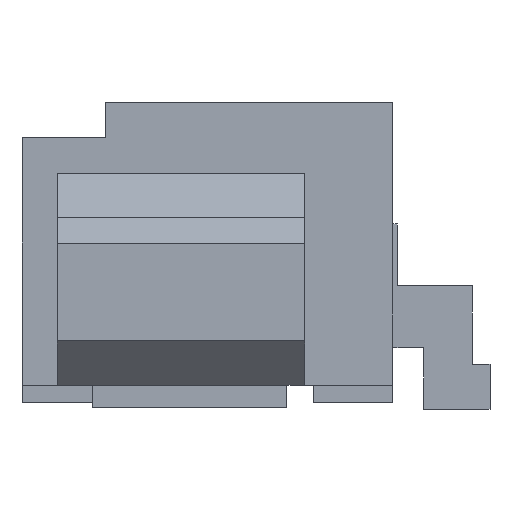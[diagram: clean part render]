
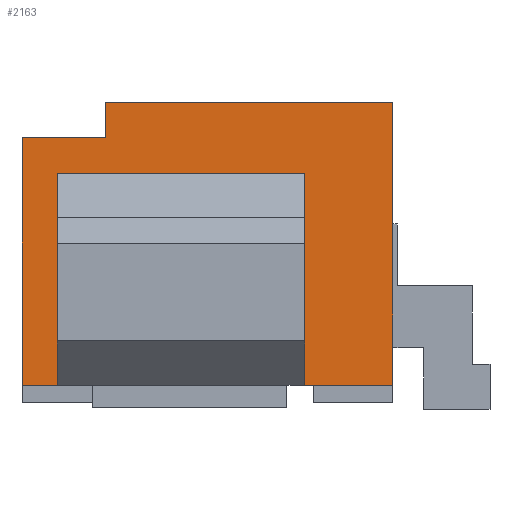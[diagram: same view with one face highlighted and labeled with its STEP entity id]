
A CAD part, left-side view. The second image highlights one B-rep face of the part: STEP entity #2163.
In plain terms, the highlighted planar face has unit normal (-1, 0, 0).
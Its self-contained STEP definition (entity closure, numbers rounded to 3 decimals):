
#59=DIRECTION('',(0.,0.,-1.));
#60=VECTOR('',#59,2.4);
#61=CARTESIAN_POINT('',(-2.75,1.7,0.8));
#62=LINE('1300',#61,#60);
#63=DIRECTION('',(0.,1.,0.));
#64=VECTOR('',#63,0.4);
#65=CARTESIAN_POINT('',(-2.75,1.7,-1.6));
#66=LINE('1279',#65,#64);
#67=DIRECTION('',(0.,1.,0.));
#68=VECTOR('',#67,1.);
#69=CARTESIAN_POINT('',(-2.75,-2.1,-1.6));
#70=LINE('1244',#69,#68);
#79=DIRECTION('',(0.,0.,-1.));
#80=VECTOR('',#79,2.8);
#81=CARTESIAN_POINT('',(-2.75,2.1,1.2));
#82=LINE('1301',#81,#80);
#445=DIRECTION('',(0.,0.,1.));
#446=VECTOR('',#445,3.2);
#447=CARTESIAN_POINT('',(-2.75,-2.1,-1.6));
#448=LINE('1388',#447,#446);
#549=DIRECTION('',(0.,1.,0.));
#550=VECTOR('',#549,3.25);
#551=CARTESIAN_POINT('',(-2.75,-2.1,1.6));
#552=LINE('1419',#551,#550);
#577=DIRECTION('',(0.,0.,-1.));
#578=VECTOR('',#577,0.4);
#579=CARTESIAN_POINT('',(-2.75,1.15,1.6));
#580=LINE('1303',#579,#578);
#585=DIRECTION('',(0.,1.,0.));
#586=VECTOR('',#585,0.95);
#587=CARTESIAN_POINT('',(-2.75,1.15,1.2));
#588=LINE('1302',#587,#586);
#1401=DIRECTION('',(0.,0.,-1.));
#1402=VECTOR('',#1401,2.4);
#1403=CARTESIAN_POINT('',(-2.75,-1.1,0.8));
#1404=LINE('1304',#1403,#1402);
#1433=DIRECTION('',(0.,-1.,0.));
#1434=VECTOR('',#1433,2.8);
#1435=CARTESIAN_POINT('',(-2.75,1.7,0.8));
#1436=LINE('1305',#1435,#1434);
#1473=CARTESIAN_POINT('',(-2.75,-1.1,-1.6));
#1475=VERTEX_POINT('',#1473);
#1477=CARTESIAN_POINT('',(-2.75,-2.1,-1.6));
#1478=VERTEX_POINT('',#1477);
#1547=CARTESIAN_POINT('',(-2.75,2.1,-1.6));
#1548=VERTEX_POINT('',#1547);
#1549=CARTESIAN_POINT('',(-2.75,1.7,-1.6));
#1550=VERTEX_POINT('',#1549);
#1569=CARTESIAN_POINT('',(-2.75,1.7,0.8));
#1571=VERTEX_POINT('',#1569);
#1579=CARTESIAN_POINT('',(-2.75,2.1,1.2));
#1580=VERTEX_POINT('',#1579);
#1581=CARTESIAN_POINT('',(-2.75,1.15,1.2));
#1582=VERTEX_POINT('',#1581);
#1583=CARTESIAN_POINT('',(-2.75,1.15,1.6));
#1584=VERTEX_POINT('',#1583);
#1585=CARTESIAN_POINT('',(-2.75,-1.1,0.8));
#1586=VERTEX_POINT('',#1585);
#1689=CARTESIAN_POINT('',(-2.75,-2.1,1.6));
#1690=VERTEX_POINT('',#1689);
#2139=CARTESIAN_POINT('',(-2.75,0.,0.));
#2140=DIRECTION('',(1.,0.,0.));
#2141=DIRECTION('',(0.,-1.,0.));
#2142=AXIS2_PLACEMENT_3D('',#2139,#2140,#2141);
#2143=PLANE('1615',#2142);
#2144=ORIENTED_EDGE('1300',*,*,#2124,.T.);
#2145=ORIENTED_EDGE('1279',*,*,#2028,.T.);
#2147=ORIENTED_EDGE('1301',*,*,#2146,.F.);
#2149=ORIENTED_EDGE('1302',*,*,#2148,.F.);
#2151=ORIENTED_EDGE('1303',*,*,#2150,.F.);
#2153=ORIENTED_EDGE('1419',*,*,#2152,.F.);
#2155=ORIENTED_EDGE('1388',*,*,#2154,.F.);
#2156=ORIENTED_EDGE('1244',*,*,#1956,.T.);
#2158=ORIENTED_EDGE('1304',*,*,#2157,.F.);
#2160=ORIENTED_EDGE('1305',*,*,#2159,.F.);
#2161=EDGE_LOOP('1615',(#2144,#2145,#2147,#2149,#2151,#2153,#2155,#2156,#2158,
#2160));
#2162=FACE_OUTER_BOUND('1615',#2161,.F.);
#2163=ADVANCED_FACE('1615',(#2162),#2143,.F.);
#1956=EDGE_CURVE('1244',#1478,#1475,#70,.T.);
#2028=EDGE_CURVE('1279',#1550,#1548,#66,.T.);
#2124=EDGE_CURVE('1300',#1571,#1550,#62,.T.);
#2146=EDGE_CURVE('1301',#1580,#1548,#82,.T.);
#2148=EDGE_CURVE('1302',#1582,#1580,#588,.T.);
#2150=EDGE_CURVE('1303',#1584,#1582,#580,.T.);
#2152=EDGE_CURVE('1419',#1690,#1584,#552,.T.);
#2154=EDGE_CURVE('1388',#1478,#1690,#448,.T.);
#2157=EDGE_CURVE('1304',#1586,#1475,#1404,.T.);
#2159=EDGE_CURVE('1305',#1571,#1586,#1436,.T.);
